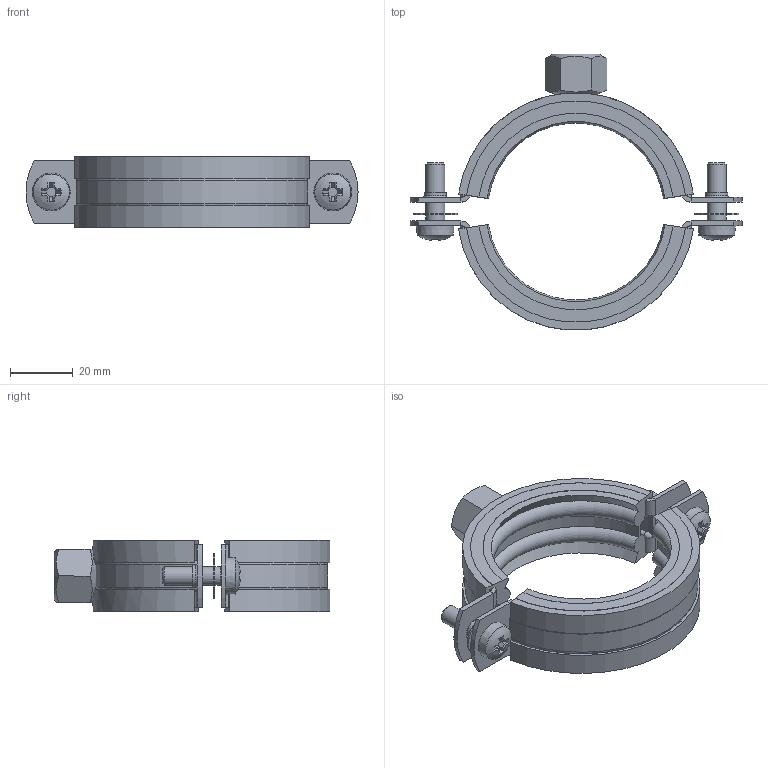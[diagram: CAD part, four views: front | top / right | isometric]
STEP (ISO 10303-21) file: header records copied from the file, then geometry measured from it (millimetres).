
FILE_DESCRIPTION((''),'2;1');
FILE_NAME('127404.stp','2010-12-02T11:53:47',('DMK009'),(''),'Autodesk Inventor 2011','Autodesk Inventor 2011','');
FILE_SCHEMA(('AUTOMOTIVE_DESIGN { 1 0 10303 214 1 1 1 1 }'));
Length unit declared in the file: millimetre
Products named in the file (1): 127404
Bounding box: 105.4 x 87.57 x 22.7 mm (x, y, z)
Volume: 35844.7 mm3; surface area: 28966.6 mm2
Topology: 1 solids, 1 shells, 255 faces, 686 edges, 438 vertices
Faces by surface type: plane 113, cylinder 72, cone 37, torus 30, sphere 3
Full cylindrical faces by diameter (mm): 5.5 x2, 6 x6, 6.5 x2, 7 x2, 8.647 x1, 14 x2
Entity records: 8223 total; most frequent: CARTESIAN_POINT 1769, DIRECTION 1386, ORIENTED_EDGE 1288, EDGE_CURVE 644, AXIS2_PLACEMENT_3D 564, VERTEX_POINT 428, EDGE_LOOP 306, CIRCLE 300
